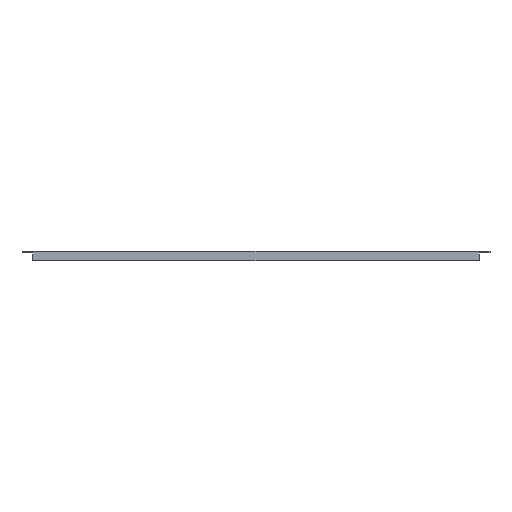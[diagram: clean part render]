
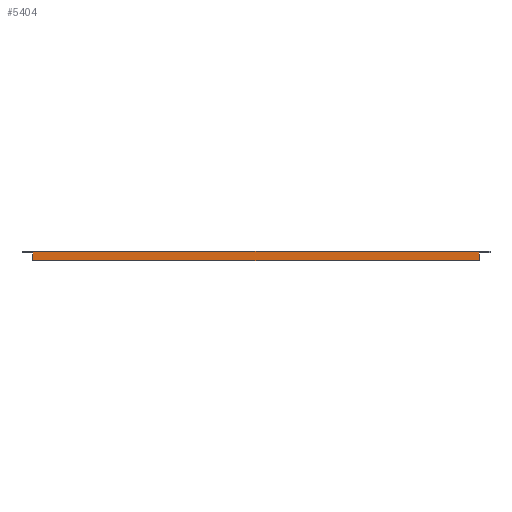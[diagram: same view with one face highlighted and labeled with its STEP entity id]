
A CAD part, front view. The second image highlights one B-rep face of the part: STEP entity #5404.
In plain terms, the highlighted planar face has unit normal (0, -1, 0).
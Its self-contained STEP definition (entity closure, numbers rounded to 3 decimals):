
#1472=DIRECTION('',(1.,0.,0.));
#1473=VECTOR('',#1472,506.);
#1474=CARTESIAN_POINT('',(1701.485,61.434,2.));
#1475=LINE('',#1474,#1473);
#2584=DIRECTION('',(1.,0.,0.));
#2585=VECTOR('',#2584,506.);
#2586=CARTESIAN_POINT('',(1701.485,61.434,-9.));
#2587=LINE('',#2586,#2585);
#2612=DIRECTION('',(0.,0.,-1.));
#2613=VECTOR('',#2612,9.);
#2614=CARTESIAN_POINT('',(1701.485,61.434,0.));
#2615=LINE('',#2614,#2613);
#2619=DIRECTION('',(0.,0.,-1.));
#2620=VECTOR('',#2619,2.);
#2621=CARTESIAN_POINT('',(1701.485,61.434,2.));
#2622=LINE('',#2621,#2620);
#2626=DIRECTION('',(0.,0.,-1.));
#2627=VECTOR('',#2626,2.);
#2628=CARTESIAN_POINT('',(2207.485,61.434,2.));
#2629=LINE('',#2628,#2627);
#2731=DIRECTION('',(0.,0.,-1.));
#2732=VECTOR('',#2731,9.);
#2733=CARTESIAN_POINT('',(2207.485,61.434,0.));
#2734=LINE('',#2733,#2732);
#3565=CARTESIAN_POINT('',(1701.485,61.434,2.));
#3567=VERTEX_POINT('',#3565);
#3650=CARTESIAN_POINT('',(2207.485,61.434,2.));
#3651=VERTEX_POINT('',#3650);
#4132=CARTESIAN_POINT('',(1701.485,61.434,-9.));
#4133=CARTESIAN_POINT('',(2207.485,61.434,-9.));
#4134=VERTEX_POINT('',#4132);
#4135=VERTEX_POINT('',#4133);
#4148=CARTESIAN_POINT('',(2207.485,61.434,0.));
#4150=VERTEX_POINT('',#4148);
#4154=CARTESIAN_POINT('',(1701.485,61.434,0.));
#4155=VERTEX_POINT('',#4154);
#5388=CARTESIAN_POINT('',(1954.485,61.434,0.));
#5389=DIRECTION('',(0.,-1.,0.));
#5390=DIRECTION('',(1.,0.,0.));
#5391=AXIS2_PLACEMENT_3D('',#5388,#5389,#5390);
#5392=PLANE('',#5391);
#5394=ORIENTED_EDGE('',*,*,#5393,.T.);
#5396=ORIENTED_EDGE('',*,*,#5395,.T.);
#5397=ORIENTED_EDGE('',*,*,#5370,.F.);
#5399=ORIENTED_EDGE('',*,*,#5398,.F.);
#5400=ORIENTED_EDGE('',*,*,#4167,.F.);
#5401=ORIENTED_EDGE('',*,*,#4695,.T.);
#5402=EDGE_LOOP('',(#5394,#5396,#5397,#5399,#5400,#5401));
#5403=FACE_OUTER_BOUND('',#5402,.F.);
#4167=EDGE_CURVE('',#3567,#4155,#2622,.T.);
#4695=EDGE_CURVE('',#3567,#3651,#1475,.T.);
#5370=EDGE_CURVE('',#4134,#4135,#2587,.T.);
#5393=EDGE_CURVE('',#3651,#4150,#2629,.T.);
#5395=EDGE_CURVE('',#4150,#4135,#2734,.T.);
#5398=EDGE_CURVE('',#4155,#4134,#2615,.T.);
#5404=ADVANCED_FACE('',(#5403),#5392,.T.);
